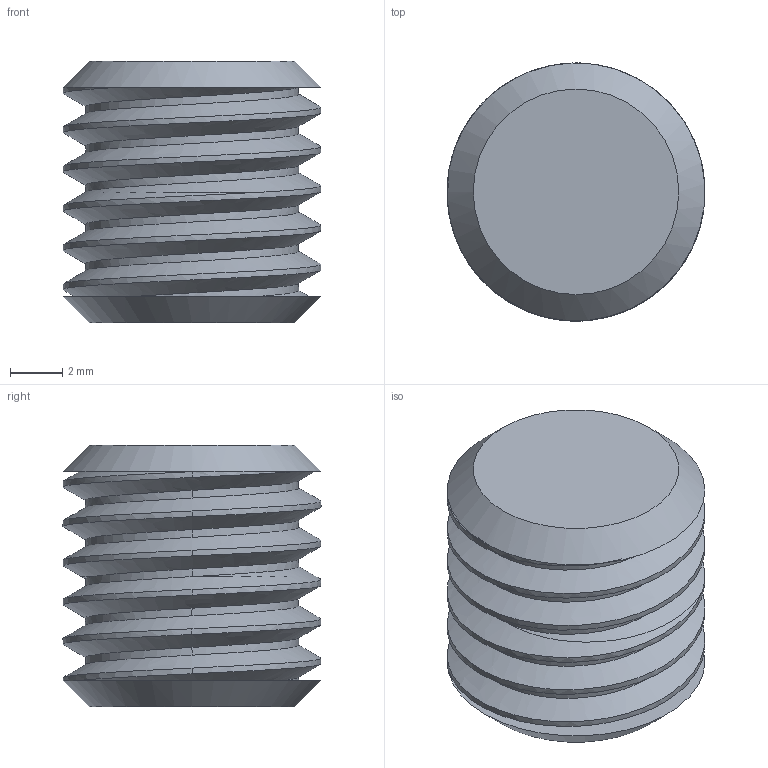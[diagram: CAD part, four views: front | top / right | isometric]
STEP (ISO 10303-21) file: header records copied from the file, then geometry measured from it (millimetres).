
FILE_DESCRIPTION(/* description */ (''),/* implementation_level */ '2;1');
FILE_NAME(/* name */ '10mm Mini Mounting Pin v1.step',/* time_stamp */ '2025-08-01T20:42:24-04:00',/* author */ (''),/* organization */ (''),/* preprocessor_version */ 'ST-DEVELOPER v20.1',/* originating_system */ 'Autodesk Translation Framework v14.10.0.0',/* authorisation */ '');
FILE_SCHEMA (('AUTOMOTIVE_DESIGN { 1 0 10303 214 3 1 1 }'));
Length unit declared in the file: millimetre
Products named in the file (2): 10mm Mini Mounting Pin; 40mm Mounting Pole v1
Assembly tree (1 placements, depth 2):
  10mm Mini Mounting Pin
    40mm Mounting Pole v1
Bounding box: 9.85 x 9.86 x 10 mm (x, y, z)
Volume: 629.5 mm3; surface area: 575.3 mm2
Topology: 1 solids, 1 shells, 23 faces, 59 edges, 38 vertices
Faces by surface type: cylinder 13, bspline 4, plane 4, cone 2
Full cylindrical faces by diameter (mm): 8.141 x4, 9.85 x5
Entity records: 2446 total; most frequent: CARTESIAN_POINT 1909, ORIENTED_EDGE 118, DIRECTION 77, EDGE_CURVE 59, VERTEX_POINT 38, B_SPLINE_CURVE_WITH_KNOTS 36, AXIS2_PLACEMENT_3D 32, FACE_OUTER_BOUND 23
